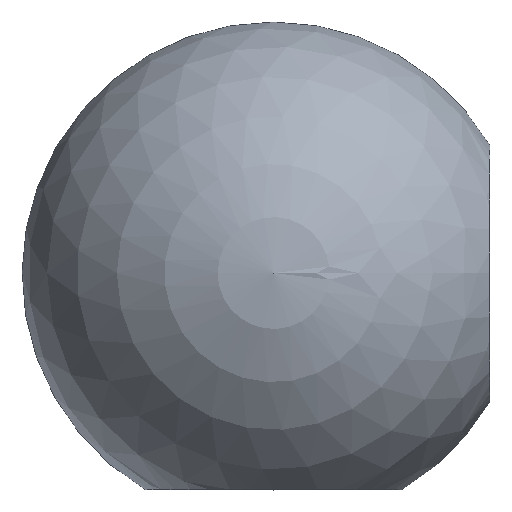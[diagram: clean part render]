
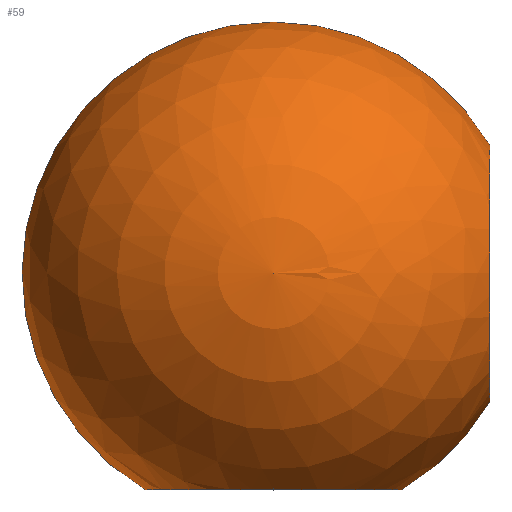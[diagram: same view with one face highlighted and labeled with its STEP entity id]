
A CAD part, top view. The second image highlights one B-rep face of the part: STEP entity #59.
In plain terms, the highlighted spherical face has radius 50 mm.
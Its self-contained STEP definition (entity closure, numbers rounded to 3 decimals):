
#9 = DIRECTION ( 'NONE',  ( 0., 0., 1. ) ) ;
#10 = ORIENTED_EDGE ( 'NONE', *, *, #311, .F. ) ;
#17 = CIRCLE ( 'NONE', #314, 25.5 ) ;
#21 = AXIS2_PLACEMENT_3D ( 'NONE', #107, #136, #248 ) ;
#22 = DIRECTION ( 'NONE',  ( -1., 0., 0. ) ) ;
#32 = VERTEX_POINT ( 'NONE', #214 ) ;
#38 = CARTESIAN_POINT ( 'NONE',  ( 43.009, 0., 0. ) ) ;
#42 = VERTEX_POINT ( 'NONE', #296 ) ;
#46 = EDGE_CURVE ( 'NONE', #32, #42, #165, .T. ) ;
#56 = DIRECTION ( 'NONE',  ( 0., 0., 1. ) ) ;
#59 = ADVANCED_FACE ( 'NONE', ( #230 ), #206, .T. ) ;
#63 = AXIS2_PLACEMENT_3D ( 'NONE', #149, #90, #283 ) ;
#73 = DIRECTION ( 'NONE',  ( 0., 0., 1. ) ) ;
#75 = ORIENTED_EDGE ( 'NONE', *, *, #125, .T. ) ;
#83 = AXIS2_PLACEMENT_3D ( 'NONE', #38, #240, #73 ) ;
#90 = DIRECTION ( 'NONE',  ( 0., 0., 1. ) ) ;
#93 = ORIENTED_EDGE ( 'NONE', *, *, #46, .T. ) ;
#94 = VERTEX_POINT ( 'NONE', #353 ) ;
#101 = VERTEX_POINT ( 'NONE', #191 ) ;
#105 = CIRCLE ( 'NONE', #63, 50. ) ;
#107 = CARTESIAN_POINT ( 'NONE',  ( 0., -43.009, 0. ) ) ;
#109 = DIRECTION ( 'NONE',  ( 1., 0., 0. ) ) ;
#120 = ORIENTED_EDGE ( 'NONE', *, *, #339, .F. ) ;
#125 = EDGE_CURVE ( 'NONE', #287, #256, #134, .T. ) ;
#128 = CIRCLE ( 'NONE', #319, 25.5 ) ;
#134 = CIRCLE ( 'NONE', #21, 25.5 ) ;
#136 = DIRECTION ( 'NONE',  ( 0., 1., 0. ) ) ;
#149 = CARTESIAN_POINT ( 'NONE',  ( 0., 0., 0. ) ) ;
#157 = AXIS2_PLACEMENT_3D ( 'NONE', #329, #271, #220 ) ;
#164 = DIRECTION ( 'NONE',  ( 1., 0., 0. ) ) ;
#165 = CIRCLE ( 'NONE', #157, 50. ) ;
#166 = DIRECTION ( 'NONE',  ( 0., 0., -1. ) ) ;
#172 = CARTESIAN_POINT ( 'NONE',  ( 0., -43.009, 25.5 ) ) ;
#173 = DIRECTION ( 'NONE',  ( 0., 1., 0. ) ) ;
#177 = AXIS2_PLACEMENT_3D ( 'NONE', #273, #166, #109 ) ;
#188 = ORIENTED_EDGE ( 'NONE', *, *, #290, .F. ) ;
#191 = CARTESIAN_POINT ( 'NONE',  ( 43.009, 0., 25.5 ) ) ;
#195 = DIRECTION ( 'NONE',  ( 0., 0., -1. ) ) ;
#200 = CARTESIAN_POINT ( 'NONE',  ( 0., -43.009, 0. ) ) ;
#206 = SPHERICAL_SURFACE ( 'NONE', #177, 50. ) ;
#214 = CARTESIAN_POINT ( 'NONE',  ( 43.009, 25.5, 0. ) ) ;
#220 = DIRECTION ( 'NONE',  ( 1., 0., 0. ) ) ;
#223 = CARTESIAN_POINT ( 'NONE',  ( 0., 0., 0. ) ) ;
#230 = FACE_OUTER_BOUND ( 'NONE', #323, .T. ) ;
#234 = CIRCLE ( 'NONE', #242, 50. ) ;
#236 = EDGE_CURVE ( 'NONE', #94, #287, #17, .T. ) ;
#240 = DIRECTION ( 'NONE',  ( 1., 0., 0. ) ) ;
#242 = AXIS2_PLACEMENT_3D ( 'NONE', #223, #195, #22 ) ;
#245 = ORIENTED_EDGE ( 'NONE', *, *, #257, .T. ) ;
#248 = DIRECTION ( 'NONE',  ( 0., 0., 1. ) ) ;
#256 = VERTEX_POINT ( 'NONE', #282 ) ;
#257 = EDGE_CURVE ( 'NONE', #256, #330, #105, .T. ) ;
#269 = CARTESIAN_POINT ( 'NONE',  ( 43.009, 0., 0. ) ) ;
#271 = DIRECTION ( 'NONE',  ( 0., 0., 1. ) ) ;
#273 = CARTESIAN_POINT ( 'NONE',  ( 0., 0., 0. ) ) ;
#282 = CARTESIAN_POINT ( 'NONE',  ( 25.5, -43.009, 0. ) ) ;
#283 = DIRECTION ( 'NONE',  ( 1., 0., 0. ) ) ;
#287 = VERTEX_POINT ( 'NONE', #172 ) ;
#290 = EDGE_CURVE ( 'NONE', #32, #101, #128, .T. ) ;
#296 = CARTESIAN_POINT ( 'NONE',  ( 0., 50., 0. ) ) ;
#299 = CARTESIAN_POINT ( 'NONE',  ( 43.009, -25.5, 0. ) ) ;
#300 = ORIENTED_EDGE ( 'NONE', *, *, #236, .T. ) ;
#311 = EDGE_CURVE ( 'NONE', #101, #330, #322, .T. ) ;
#314 = AXIS2_PLACEMENT_3D ( 'NONE', #200, #173, #56 ) ;
#319 = AXIS2_PLACEMENT_3D ( 'NONE', #269, #164, #9 ) ;
#322 = CIRCLE ( 'NONE', #83, 25.5 ) ;
#323 = EDGE_LOOP ( 'NONE', ( #120, #300, #75, #245, #10, #188, #93 ) ) ;
#329 = CARTESIAN_POINT ( 'NONE',  ( 0., 0., 0. ) ) ;
#330 = VERTEX_POINT ( 'NONE', #299 ) ;
#339 = EDGE_CURVE ( 'NONE', #94, #42, #234, .T. ) ;
#353 = CARTESIAN_POINT ( 'NONE',  ( -25.5, -43.009, 0. ) ) ;
